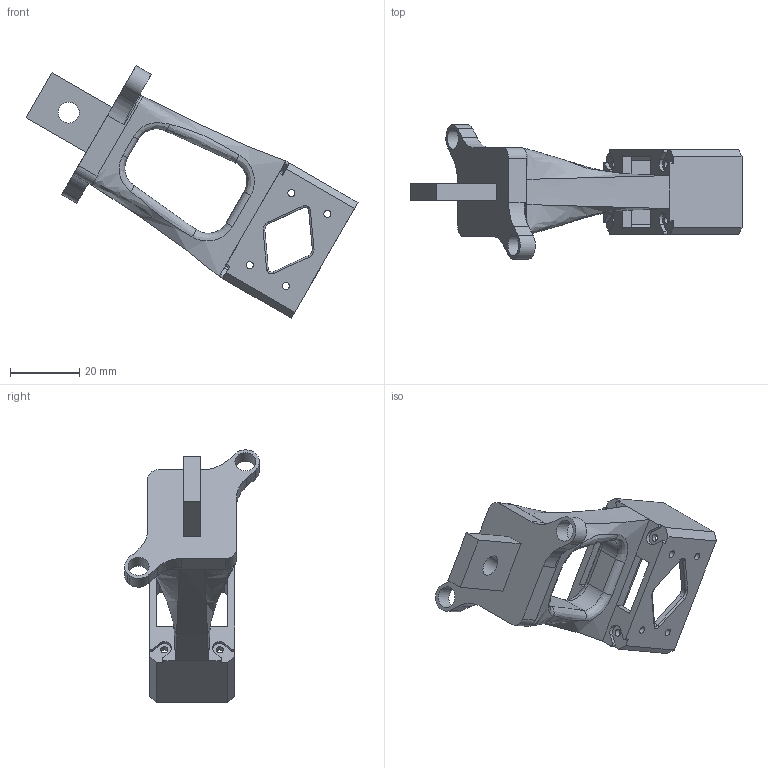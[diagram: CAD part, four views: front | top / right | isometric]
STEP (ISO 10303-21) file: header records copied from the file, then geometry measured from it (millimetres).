
FILE_DESCRIPTION(/* description */ ('','CAx-IF Rec.Pracs.---Representation and Presentation of Product Manufacturing Information (PMI)---4.0---2014-10-13'),/* implementation_level */ '2;1');
FILE_NAME(/* name */ 'BACK-5(RIGHT).step',/* time_stamp */ '2025-02-11T17:45:12+08:00',/* author */ (''),/* organization */ (''),/* preprocessor_version */ 'ST-DEVELOPER v20',/* originating_system */ 'Autodesk Translation Framework v13.20.0.188',/* authorisation */ '');
FILE_SCHEMA (('AP242_MANAGED_MODEL_BASED_3D_ENGINEERING_MIM_LF { 1 0 10303 442 1 1 4 }'));
Length unit declared in the file: millimetre
Products named in the file (1): 外骨骼_胸部连接件左（V
2.0-短） v1(镜像)
Bounding box: 95.73 x 38.85 x 72.77 mm (x, y, z)
Volume: 24232.4 mm3; surface area: 13134.7 mm2
Topology: 1 solids, 1 shells, 159 faces, 445 edges, 286 vertices
Faces by surface type: plane 67, cylinder 62, bspline 20, torus 10
Full cylindrical faces by diameter (mm): 2.05 x12, 6.05 x3
Entity records: 6364 total; most frequent: CARTESIAN_POINT 2206, ORIENTED_EDGE 890, DIRECTION 807, EDGE_CURVE 445, VERTEX_POINT 286, AXIS2_PLACEMENT_3D 278, LINE 251, VECTOR 251
